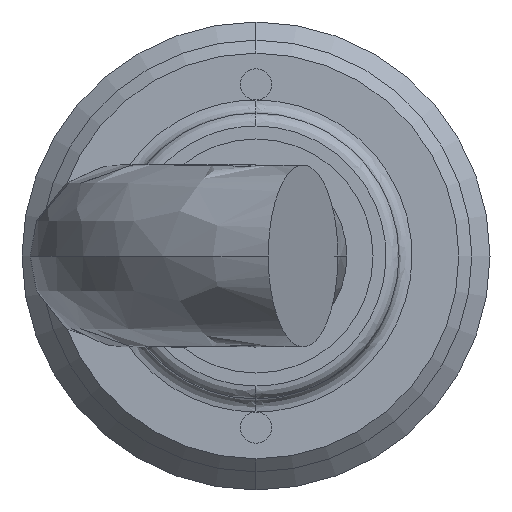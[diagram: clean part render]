
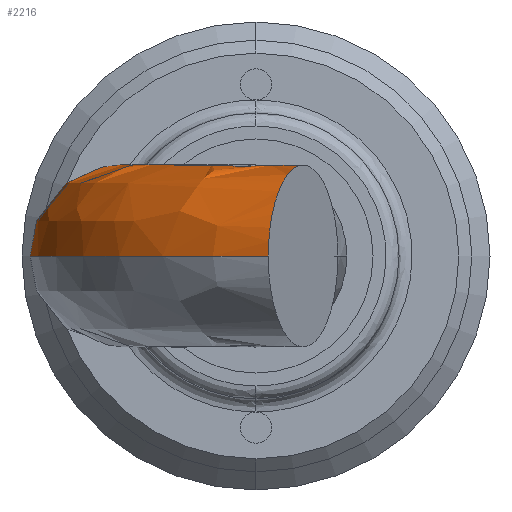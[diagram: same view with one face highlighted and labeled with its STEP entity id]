
A CAD part, left-side view. The second image highlights one B-rep face of the part: STEP entity #2216.
In plain terms, the highlighted free-form (B-spline) face has degree [3, 3] with [4, 4] control points.
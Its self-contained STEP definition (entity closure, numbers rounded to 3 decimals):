
#3 = CARTESIAN_POINT ( 'NONE',  ( -36.737, -2.973, 1.753 ) ) ;
#30 = CIRCLE ( 'NONE', #784, 7.863 ) ;
#32 = CARTESIAN_POINT ( 'NONE',  ( -38.705, -2.158, 3.388 ) ) ;
#47 = CARTESIAN_POINT ( 'NONE',  ( -38.5, -2.243, 3.32 ) ) ;
#74 = DIRECTION ( 'NONE',  ( 1., 0., 0. ) ) ;
#78 = ORIENTED_EDGE ( 'NONE', *, *, #1998, .F. ) ;
#102 = AXIS2_PLACEMENT_3D ( 'NONE', #1776, #875, #74 ) ;
#117 = DIRECTION ( 'NONE',  ( 0., 0., 1. ) ) ;
#160 = CARTESIAN_POINT ( 'NONE',  ( -24.651, 0.364, 0. ) ) ;
#170 = CARTESIAN_POINT ( 'NONE',  ( -29.165, 11.847, 0. ) ) ;
#177 = CARTESIAN_POINT ( 'NONE',  ( -37.107, -2.82, 2.311 ) ) ;
#198 = CARTESIAN_POINT ( 'NONE',  ( -42.778, -0.472, 0. ) ) ;
#219 = CARTESIAN_POINT ( 'NONE',  ( -37.923, -2.482, 3.037 ) ) ;
#307 = CARTESIAN_POINT ( 'NONE',  ( -36.31, -3.149, 0. ) ) ;
#319 = DIRECTION ( 'NONE',  ( 1., 0., 0. ) ) ;
#324 = CARTESIAN_POINT ( 'NONE',  ( -20.739, 6.169, 0. ) ) ;
#356 = CARTESIAN_POINT ( 'NONE',  ( -38.893, 8.915, 0. ) ) ;
#392 = CARTESIAN_POINT ( 'NONE',  ( -36.973, -2.875, 2.135 ) ) ;
#457 = B_SPLINE_CURVE_WITH_KNOTS ( 'NONE', 3,
 ( #1997, #1362, #2080, #562, #939, #1505, #1124, #1707, #2288, #1549, #976, #2246, #587, #752, #1920, #1884, #1490, #32, #47, #2259, #219, #790, #2274, #177, #392, #3, #764, #1733, #2067, #2445, #1320, #2301 ),
 .UNSPECIFIED., .F., .F.,
 ( 4, 2, 2, 2, 2, 2, 2, 2, 2, 2, 2, 2, 2, 2, 2, 4 ),
 ( 0.016, 0.017, 0.018, 0.018, 0.019, 0.02, 0.021, 0.022, 0.023, 0.023, 0.024, 0.025, 0.025, 0.026, 0.027, 0.027 ),
 .UNSPECIFIED. ) ;
#521 = CARTESIAN_POINT ( 'NONE',  ( -42.778, -0.472, 7. ) ) ;
#552 = FACE_OUTER_BOUND ( 'NONE', #1496, .T. ) ;
#562 = CARTESIAN_POINT ( 'NONE',  ( -42.675, -0.515, 0.906 ) ) ;
#571 = VERTEX_POINT ( 'NONE', #679 ) ;
#587 = CARTESIAN_POINT ( 'NONE',  ( -40.977, -1.218, 3.146 ) ) ;
#679 = CARTESIAN_POINT ( 'NONE',  ( -24.651, 0.364, 0. ) ) ;
#700 = CARTESIAN_POINT ( 'NONE',  ( -38.893, 8.915, 7. ) ) ;
#715 = EDGE_CURVE ( 'NONE', #1132, #1440, #457, .T. ) ;
#752 = CARTESIAN_POINT ( 'NONE',  ( -40.394, -1.459, 3.408 ) ) ;
#764 = CARTESIAN_POINT ( 'NONE',  ( -36.637, -3.014, 1.549 ) ) ;
#784 = AXIS2_PLACEMENT_3D ( 'NONE', #2440, #117, #319 ) ;
#786 = ORIENTED_EDGE ( 'NONE', *, *, #2376, .T. ) ;
#790 = CARTESIAN_POINT ( 'NONE',  ( -37.571, -2.628, 2.783 ) ) ;
#806 = CARTESIAN_POINT ( 'NONE',  ( -22.695, 3.267, 0. ) ) ;
#875 = DIRECTION ( 'NONE',  ( 0., 0., 1. ) ) ;
#939 = CARTESIAN_POINT ( 'NONE',  ( -42.613, -0.541, 1.128 ) ) ;
#976 = CARTESIAN_POINT ( 'NONE',  ( -41.519, -0.994, 2.781 ) ) ;
#1087 =( BOUNDED_SURFACE ( )  B_SPLINE_SURFACE ( 3, 3, ( 
 ( #160, #1672, #1288, #1652 ),
 ( #2037, #2050, #1483, #2436 ),
 ( #1311, #1641, #700, #521 ),
 ( #324, #170, #356, #2422 ) ),
 .UNSPECIFIED., .F., .F., .F. ) 
 B_SPLINE_SURFACE_WITH_KNOTS ( ( 4, 4 ),
 ( 4, 4 ),
 ( 0., 1. ),
 ( 0., 1. ),
 .UNSPECIFIED. ) 
 GEOMETRIC_REPRESENTATION_ITEM ( )  RATIONAL_B_SPLINE_SURFACE ( (
 ( 1., 0.755, 0.755, 1.),
 ( 0.333, 0.252, 0.252, 0.333),
 ( 0.333, 0.252, 0.252, 0.333),
 ( 1., 0.755, 0.755, 1.) ) ) 
 REPRESENTATION_ITEM ( '' )  SURFACE ( )  );
#1124 = CARTESIAN_POINT ( 'NONE',  ( -42.351, -0.649, 1.753 ) ) ;
#1132 = VERTEX_POINT ( 'NONE', #198 ) ;
#1142 = DIRECTION ( 'NONE',  ( 0.559, 0.829, 0. ) ) ;
#1262 = CIRCLE ( 'NONE', #2174, 3.5 ) ;
#1288 = CARTESIAN_POINT ( 'NONE',  ( -34.255, 1.817, 0. ) ) ;
#1311 = CARTESIAN_POINT ( 'NONE',  ( -20.739, 6.169, 7. ) ) ;
#1320 = CARTESIAN_POINT ( 'NONE',  ( -36.31, -3.149, 0.228 ) ) ;
#1362 = CARTESIAN_POINT ( 'NONE',  ( -42.778, -0.472, 0.231 ) ) ;
#1440 = VERTEX_POINT ( 'NONE', #307 ) ;
#1483 = CARTESIAN_POINT ( 'NONE',  ( -34.255, 1.817, 7. ) ) ;
#1490 = CARTESIAN_POINT ( 'NONE',  ( -39.118, -1.987, 3.477 ) ) ;
#1496 = EDGE_LOOP ( 'NONE', ( #78, #786, #1746, #1921 ) ) ;
#1505 = CARTESIAN_POINT ( 'NONE',  ( -42.451, -0.608, 1.552 ) ) ;
#1549 = CARTESIAN_POINT ( 'NONE',  ( -41.682, -0.926, 2.637 ) ) ;
#1641 = CARTESIAN_POINT ( 'NONE',  ( -29.165, 11.847, 7. ) ) ;
#1646 = CARTESIAN_POINT ( 'NONE',  ( -20.739, 6.169, 0. ) ) ;
#1652 = CARTESIAN_POINT ( 'NONE',  ( -36.31, -3.149, 0. ) ) ;
#1672 = CARTESIAN_POINT ( 'NONE',  ( -29.109, 3.368, 0. ) ) ;
#1707 = CARTESIAN_POINT ( 'NONE',  ( -42.117, -0.746, 2.133 ) ) ;
#1733 = CARTESIAN_POINT ( 'NONE',  ( -36.476, -3.081, 1.128 ) ) ;
#1746 = ORIENTED_EDGE ( 'NONE', *, *, #1880, .T. ) ;
#1776 = CARTESIAN_POINT ( 'NONE',  ( -29.045, -6.156, 0. ) ) ;
#1880 = EDGE_CURVE ( 'NONE', #1958, #1132, #2326, .T. ) ;
#1884 = CARTESIAN_POINT ( 'NONE',  ( -39.328, -1.9, 3.5 ) ) ;
#1920 = CARTESIAN_POINT ( 'NONE',  ( -39.969, -1.635, 3.5 ) ) ;
#1921 = ORIENTED_EDGE ( 'NONE', *, *, #715, .T. ) ;
#1958 = VERTEX_POINT ( 'NONE', #1646 ) ;
#1997 = CARTESIAN_POINT ( 'NONE',  ( -42.778, -0.472, 0. ) ) ;
#1998 = EDGE_CURVE ( 'NONE', #571, #1440, #30, .T. ) ;
#2037 = CARTESIAN_POINT ( 'NONE',  ( -24.651, 0.364, 7. ) ) ;
#2050 = CARTESIAN_POINT ( 'NONE',  ( -29.109, 3.368, 7. ) ) ;
#2067 = CARTESIAN_POINT ( 'NONE',  ( -36.414, -3.107, 0.907 ) ) ;
#2080 = CARTESIAN_POINT ( 'NONE',  ( -42.757, -0.481, 0.459 ) ) ;
#2174 = AXIS2_PLACEMENT_3D ( 'NONE', #806, #2316, #1142 ) ;
#2216 = ADVANCED_FACE ( 'NONE', ( #552 ), #1087, .T. ) ;
#2246 = CARTESIAN_POINT ( 'NONE',  ( -41.166, -1.14, 3.037 ) ) ;
#2259 = CARTESIAN_POINT ( 'NONE',  ( -38.108, -2.405, 3.144 ) ) ;
#2274 = CARTESIAN_POINT ( 'NONE',  ( -37.405, -2.696, 2.635 ) ) ;
#2288 = CARTESIAN_POINT ( 'NONE',  ( -41.98, -0.803, 2.314 ) ) ;
#2301 = CARTESIAN_POINT ( 'NONE',  ( -36.31, -3.149, 0. ) ) ;
#2316 = DIRECTION ( 'NONE',  ( -0.829, 0.559, 0. ) ) ;
#2326 = CIRCLE ( 'NONE', #102, 14.863 ) ;
#2376 = EDGE_CURVE ( 'NONE', #571, #1958, #1262, .T. ) ;
#2422 = CARTESIAN_POINT ( 'NONE',  ( -42.778, -0.472, 0. ) ) ;
#2436 = CARTESIAN_POINT ( 'NONE',  ( -36.31, -3.149, 7. ) ) ;
#2440 = CARTESIAN_POINT ( 'NONE',  ( -29.045, -6.156, 0. ) ) ;
#2445 = CARTESIAN_POINT ( 'NONE',  ( -36.331, -3.141, 0.455 ) ) ;
